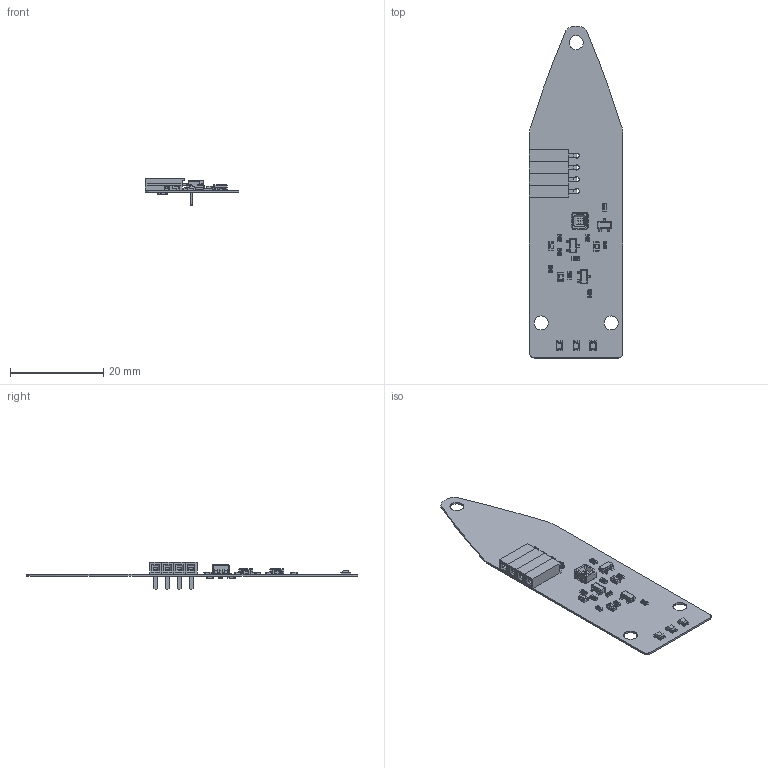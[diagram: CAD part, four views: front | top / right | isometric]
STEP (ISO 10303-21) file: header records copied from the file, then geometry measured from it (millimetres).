
FILE_DESCRIPTION(('Open CASCADE Model'),'2;1');
FILE_NAME('Open CASCADE Shape Model','2020-04-27T17:58:20',('Author'),( 'Open CASCADE'),'Open CASCADE STEP processor 6.8','Open CASCADE 6.8' ,'Unknown');
FILE_SCHEMA(('AUTOMOTIVE_DESIGN { 1 0 10303 214 1 1 1 1 }'));
Length unit declared in the file: millimetre
Products named in the file (38): PCB; Board; X1; User_Library-PBS_(DS1024); VT3; 1261774240; Body; Open_CASCADE_STEP_translator_6.8_8.1.1; Leader; VT2; 1262634432; VT1; VD4; LED_0805_-_GREEN; VD3; VD2; VD1; User_Library-LED_RGB_Osram_LRTB_G6SG; R12; chip_0603_r; R11; R10; R9; R8; R7; R6; R5; R4; R3; R2; R1; C3; SW3dPS-0805_SMD_Capacitor; C2; C1
Assembly tree (57 placements, depth 5):
  PCB
    Board
    X1
      User_Library-PBS_(DS1024)
    VT3
      1261774240
        Body
          Open_CASCADE_STEP_translator_6.8_8.1.1
        Leader  x3
    VT2
      1262634432
        Body
          Open_CASCADE_STEP_translator_6.8_8.1.1
        Leader  x3
    VT1
      1261774240
        Body
          Open_CASCADE_STEP_translator_6.8_8.1.1
        Leader  x3
    VD4
      LED_0805_-_GREEN
    VD3
      LED_0805_-_GREEN
    VD2
      LED_0805_-_GREEN
    VD1
      User_Library-LED_RGB_Osram_LRTB_G6SG
    R12
      chip_0603_r
    R11
      chip_0603_r
    R10
      chip_0603_r
    R9
      chip_0603_r
    R8
      chip_0603_r
    R7
      chip_0603_r
    R6
      chip_0603_r
    R5
      chip_0603_r
    R4
      chip_0603_r
    R3
      chip_0603_r
    R2
      chip_0603_r
    R1
      chip_0603_r
    C3
      SW3dPS-0805_SMD_Capacitor
    C2
      SW3dPS-0805_SMD_Capacitor
    C1
      SW3dPS-0805_SMD_Capacitor
Bounding box: 20.07 x 71.04 x 5.84 mm (x, y, z)
Volume: 739.9 mm3; surface area: 3527 mm2
Topology: 109 solids, 109 shells, 2532 faces, 6117 edges, 3689 vertices
Faces by surface type: plane 1125, bspline 810, cylinder 538, sphere 55, cone 4
Full cylindrical faces by diameter (mm): 1.1 x4, 3 x3
Entity records: 41786 total; most frequent: CARTESIAN_POINT 16672, ORIENTED_EDGE 4502, DIRECTION 3613, EDGE_CURVE 2251, LINE 1565, VECTOR 1565, VERTEX_POINT 1415, AXIS2_PLACEMENT_3D 1024
